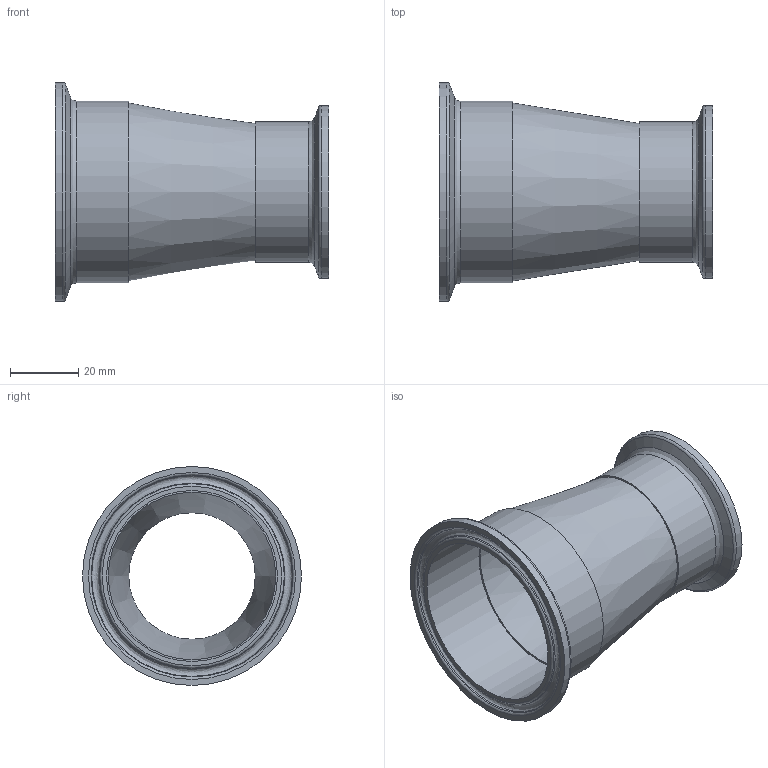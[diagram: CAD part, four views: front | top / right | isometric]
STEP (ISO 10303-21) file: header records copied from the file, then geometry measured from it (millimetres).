
FILE_DESCRIPTION((''),'2;1');
FILE_NAME('22400050X040.stp','2010-08-12T12:03:47',('Creator'),(''),'Autodesk Inventor 2010','Autodesk Inventor 2010','');
FILE_SCHEMA(('AUTOMOTIVE_DESIGN { 1 0 10303 214 1 1 1 1 }'));
Length unit declared in the file: millimetre
Products named in the file (4): 224000401025; ENG-004798-DN50; ENG-004798-DN40; 222000151010-DN50-40
Assembly tree (3 placements, depth 2):
  224000401025
    ENG-004798-DN50
    ENG-004798-DN40
    222000151010-DN50-40
Bounding box: 80 x 64 x 64 mm (x, y, z)
Volume: 22442.4 mm3; surface area: 27500.5 mm2
Topology: 3 solids, 3 shells, 32 faces, 56 edges, 32 vertices
Faces by surface type: cone 8, plane 8, torus 6, cylinder 6, bspline 4
Full cylindrical faces by diameter (mm): 38 x1, 41 x1, 50 x1, 50.5 x1, 53 x1, 64 x1
Entity records: 987 total; most frequent: CARTESIAN_POINT 279, DIRECTION 134, AXIS2_PLACEMENT_3D 67, ORIENTED_EDGE 64, EDGE_LOOP 64, STYLED_ITEM 35, VERTEX_POINT 32, CIRCLE 32
